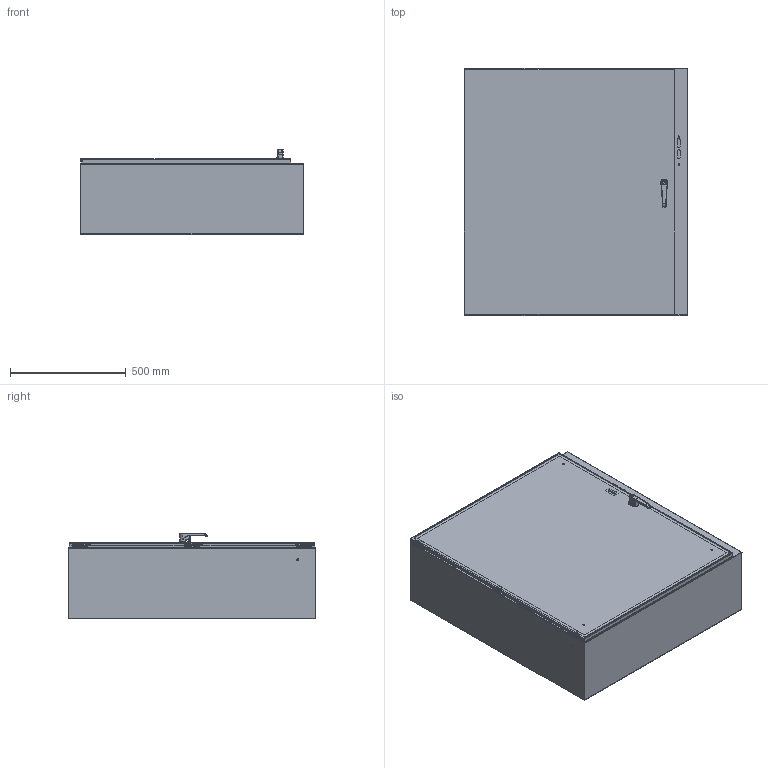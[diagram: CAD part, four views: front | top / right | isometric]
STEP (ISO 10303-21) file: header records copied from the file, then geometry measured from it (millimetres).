
FILE_DESCRIPTION (( 'STEP AP214' ), '1' );
FILE_NAME ('N412423812CDSSA.STEP', '2020-02-29T14:16:27', ( '' ), ( '' ), 'SwSTEP 2.0', 'SolidWorks 2019', '' );
FILE_SCHEMA (( 'AUTOMOTIVE_DESIGN' ));
Length unit declared in the file: inch
Products named in the file (1): N412423812CDSSA
Bounding box: 965.2 x 1066.8 x 367.59 mm (x, y, z)
Volume: 7131463.4 mm3; surface area: 7262469.8 mm2
Topology: 84 solids, 84 shells, 2658 faces, 6460 edges, 3998 vertices
Faces by surface type: plane 1028, cylinder 962, cone 360, bspline 286, torus 22
Full cylindrical faces by diameter (mm): 2.362 x6, 2.6 x1, 3.175 x3, 3.317 x102, 3.683 x6, 3.861 x6, 3.962 x5, 4.166 x102, 4.25 x7, 4.366 x6, 4.572 x6, 4.762 x3, 4.763 x3, 4.826 x4, 4.978 x3, 5 x3, 5.1 x1, 5.359 x3, 5.5 x1, 5.6 x1, 5.715 x6, 5.8 x1, 6.35 x14, 6.502 x6, 6.985 x8, 7.144 x2, 7.62 x14, 7.798 x2, 7.938 x3, 8.128 x10
Entity records: 131336 total; most frequent: CARTESIAN_POINT 40273, DIRECTION 10947, ORIENTED_EDGE 10746, EDGE_CURVE 5373, AXIS2_PLACEMENT_3D 4186, VERTEX_POINT 3699, EDGE_LOOP 3662, FACE_OUTER_BOUND 3099
